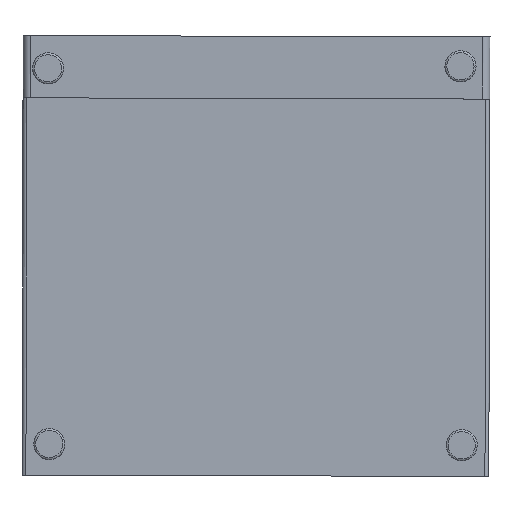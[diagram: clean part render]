
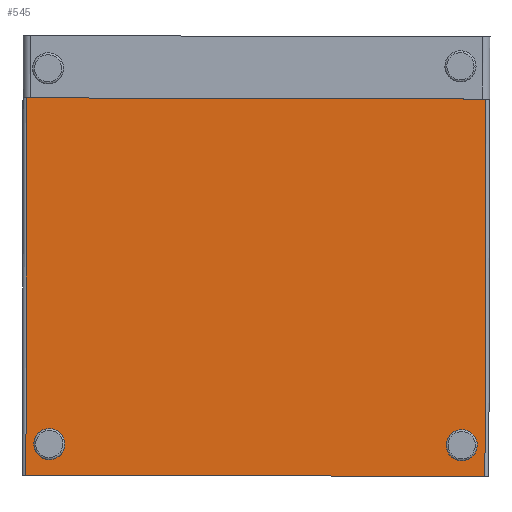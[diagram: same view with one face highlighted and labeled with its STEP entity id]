
A CAD part, front view. The second image highlights one B-rep face of the part: STEP entity #545.
In plain terms, the highlighted planar face has unit normal (0, -1, 0).
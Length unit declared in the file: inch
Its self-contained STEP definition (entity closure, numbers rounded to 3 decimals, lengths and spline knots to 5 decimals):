
#59=PLANE('',#590);
#76=FACE_OUTER_BOUND('',#108,.T.);
#108=EDGE_LOOP('',(#401,#402,#403,#404));
#145=LINE('',#857,#187);
#148=LINE('',#866,#190);
#149=LINE('',#869,#191);
#150=LINE('',#870,#192);
#187=VECTOR('',#674,29.5);
#190=VECTOR('',#683,24.25);
#191=VECTOR('',#686,24.25);
#192=VECTOR('',#687,29.5);
#263=VERTEX_POINT('',#854);
#264=VERTEX_POINT('',#856);
#266=VERTEX_POINT('',#862);
#268=VERTEX_POINT('',#868);
#316=EDGE_CURVE('',#263,#264,#145,.T.);
#321=EDGE_CURVE('',#264,#266,#148,.T.);
#322=EDGE_CURVE('',#268,#263,#149,.T.);
#323=EDGE_CURVE('',#266,#268,#150,.T.);
#401=ORIENTED_EDGE('',*,*,#321,.F.);
#402=ORIENTED_EDGE('',*,*,#316,.F.);
#403=ORIENTED_EDGE('',*,*,#322,.F.);
#404=ORIENTED_EDGE('',*,*,#323,.F.);
#545=ADVANCED_FACE('',(#76),#59,.T.);
#590=AXIS2_PLACEMENT_3D('',#867,#684,#685);
#674=DIRECTION('',(1.,0.,0.));
#683=DIRECTION('',(0.,0.,-1.));
#684=DIRECTION('center_axis',(0.,-1.,0.));
#685=DIRECTION('ref_axis',(-1.,0.,0.));
#686=DIRECTION('',(0.,0.,1.));
#687=DIRECTION('',(-1.,0.,0.));
#854=CARTESIAN_POINT('',(0.25,0.,0.));
#856=CARTESIAN_POINT('',(29.75,0.,0.));
#857=CARTESIAN_POINT('',(0.,0.,0.));
#862=CARTESIAN_POINT('',(29.75,0.,-24.25));
#866=CARTESIAN_POINT('',(29.75,0.,0.));
#867=CARTESIAN_POINT('Origin',(30.,0.,0.));
#868=CARTESIAN_POINT('',(0.25,0.,-24.25));
#869=CARTESIAN_POINT('',(0.25,0.,0.));
#870=CARTESIAN_POINT('',(0.,0.,-24.25));
